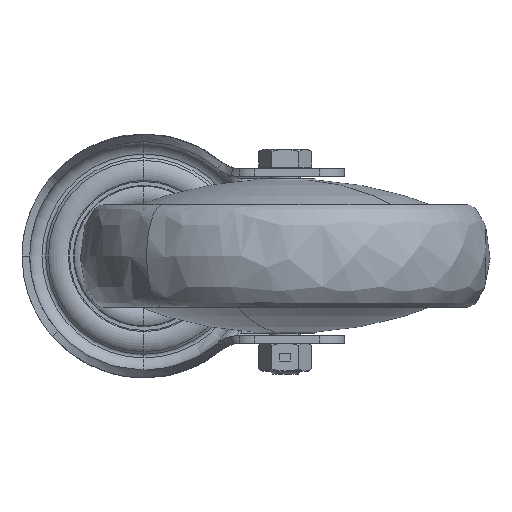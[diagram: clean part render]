
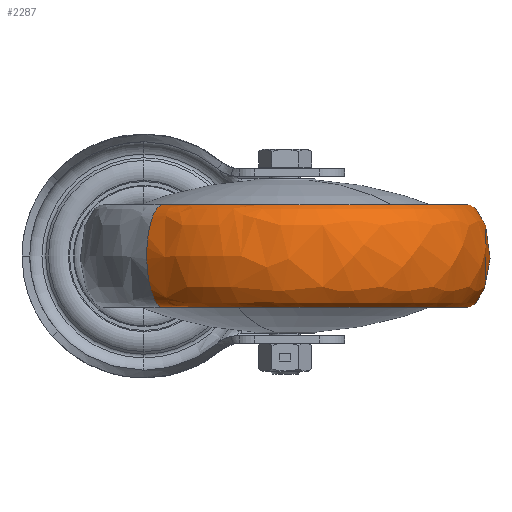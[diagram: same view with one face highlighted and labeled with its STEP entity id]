
A CAD part, front view. The second image highlights one B-rep face of the part: STEP entity #2287.
In plain terms, the highlighted free-form (B-spline) face has degree [3, 3] with [4, 4] control points.
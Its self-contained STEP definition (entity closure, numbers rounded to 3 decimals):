
#472 = CARTESIAN_POINT ( 'NONE',  ( 111.61, -258.128, 20. ) ) ;
#516 = CARTESIAN_POINT ( 'NONE',  ( 102.529, -58.931, -20. ) ) ;
#1554 = ORIENTED_EDGE ( 'NONE', *, *, #17985, .F. ) ;
#1804 = CARTESIAN_POINT ( 'NONE',  ( -5.339, -177.102, -20. ) ) ;
#2146 = CARTESIAN_POINT ( 'NONE',  ( -5.339, -177.102, -20. ) ) ;
#2219 = CIRCLE ( 'NONE', #18976, 70.5 ) ;
#2287 = ADVANCED_FACE ( 'NONE', ( #19125 ), #7201, .T. ) ;
#3329 = VERTEX_POINT ( 'NONE', #10822 ) ;
#3891 = CARTESIAN_POINT ( 'NONE',  ( 115.339, -44.898, 20. ) ) ;
#4065 = CARTESIAN_POINT ( 'NONE',  ( 102.529, -58.931, -20. ) ) ;
#4980 = CARTESIAN_POINT ( 'NONE',  ( 7.471, -163.069, -20. ) ) ;
#5534 = CARTESIAN_POINT ( 'NONE',  ( 126.866, -297.779, 20. ) ) ;
#5745 = CARTESIAN_POINT ( 'NONE',  ( 206.668, -153.989, -20. ) ) ;
#5774 = CIRCLE ( 'NONE', #10422, 70.5 ) ;
#6038 = ORIENTED_EDGE ( 'NONE', *, *, #22099, .T. ) ;
#7201 =( BOUNDED_SURFACE ( )  B_SPLINE_SURFACE ( 3, 3, ( 
 ( #9340, #472, #17550, #7650 ),
 ( #9118, #5534, #12439, #15887 ),
 ( #2146, #15994, #7437, #12545 ),
 ( #14219, #19344, #5745, #4065 ) ),
 .UNSPECIFIED., .F., .F., .F. ) 
 B_SPLINE_SURFACE_WITH_KNOTS ( ( 4, 4 ),
 ( 4, 4 ),
 ( 0., 1. ),
 ( 0., 1. ),
 .UNSPECIFIED. ) 
 GEOMETRIC_REPRESENTATION_ITEM ( )  RATIONAL_B_SPLINE_SURFACE ( (
 ( 1., 0.333, 0.333, 1.),
 ( 0.333, 0.111, 0.111, 0.333),
 ( 0.333, 0.111, 0.111, 0.333),
 ( 1., 0.333, 0.333, 1.) ) ) 
 REPRESENTATION_ITEM ( '' )  SURFACE ( )  );
#7437 = CARTESIAN_POINT ( 'NONE',  ( 247.543, -165.575, -20. ) ) ;
#7650 = CARTESIAN_POINT ( 'NONE',  ( 102.529, -58.931, 20. ) ) ;
#8442 = CARTESIAN_POINT ( 'NONE',  ( 7.471, -163.069, -20. ) ) ;
#9118 = CARTESIAN_POINT ( 'NONE',  ( -5.339, -177.102, 20. ) ) ;
#9129 = ORIENTED_EDGE ( 'NONE', *, *, #15634, .F. ) ;
#9280 = CARTESIAN_POINT ( 'NONE',  ( 115.339, -44.898, -20. ) ) ;
#9340 = CARTESIAN_POINT ( 'NONE',  ( 7.471, -163.069, 20. ) ) ;
#10422 = AXIS2_PLACEMENT_3D ( 'NONE', #15256, #18597, #13581 ) ;
#10474 = DIRECTION ( 'NONE',  ( 0.739, -0.674, 0. ) ) ;
#10822 = CARTESIAN_POINT ( 'NONE',  ( 7.471, -163.069, 20. ) ) ;
#11032 = EDGE_CURVE ( 'NONE', #3329, #18628, #18931, .T. ) ;
#11046 = CARTESIAN_POINT ( 'NONE',  ( 102.529, -58.931, 20. ) ) ;
#11993 = CARTESIAN_POINT ( 'NONE',  ( 7.471, -163.069, 20. ) ) ;
#12026 = DIRECTION ( 'NONE',  ( 0., 0., 1. ) ) ;
#12439 = CARTESIAN_POINT ( 'NONE',  ( 247.543, -165.575, 20. ) ) ;
#12545 = CARTESIAN_POINT ( 'NONE',  ( 115.339, -44.898, -20. ) ) ;
#12688 =( BOUNDED_CURVE ( )  B_SPLINE_CURVE ( 3, ( #11046, #3891, #9280, #516 ),
 .UNSPECIFIED., .F., .F. ) 
 B_SPLINE_CURVE_WITH_KNOTS ( ( 4, 4 ),
 ( 0., 1. ),
 .UNSPECIFIED. ) 
 CURVE ( )  GEOMETRIC_REPRESENTATION_ITEM ( )  RATIONAL_B_SPLINE_CURVE ( ( 1., 0.333, 0.333, 1. ) ) 
 REPRESENTATION_ITEM ( '' )  );
#13581 = DIRECTION ( 'NONE',  ( 0.739, -0.674, 0. ) ) ;
#14219 = CARTESIAN_POINT ( 'NONE',  ( 7.471, -163.069, -20. ) ) ;
#14488 = CARTESIAN_POINT ( 'NONE',  ( 102.529, -58.931, -20. ) ) ;
#15256 = CARTESIAN_POINT ( 'NONE',  ( 55., -111., 20. ) ) ;
#15634 = EDGE_CURVE ( 'NONE', #20797, #18429, #12688, .T. ) ;
#15887 = CARTESIAN_POINT ( 'NONE',  ( 115.339, -44.898, 20. ) ) ;
#15994 = CARTESIAN_POINT ( 'NONE',  ( 126.866, -297.779, -20. ) ) ;
#17550 = CARTESIAN_POINT ( 'NONE',  ( 206.668, -153.989, 20. ) ) ;
#17585 = CARTESIAN_POINT ( 'NONE',  ( 102.529, -58.931, 20. ) ) ;
#17985 = EDGE_CURVE ( 'NONE', #3329, #20797, #5774, .T. ) ;
#18429 = VERTEX_POINT ( 'NONE', #14488 ) ;
#18597 = DIRECTION ( 'NONE',  ( 0., 0., 1. ) ) ;
#18628 = VERTEX_POINT ( 'NONE', #4980 ) ;
#18791 = CARTESIAN_POINT ( 'NONE',  ( -5.339, -177.102, 20. ) ) ;
#18931 =( BOUNDED_CURVE ( )  B_SPLINE_CURVE ( 3, ( #11993, #18791, #1804, #8442 ),
 .UNSPECIFIED., .F., .T. ) 
 B_SPLINE_CURVE_WITH_KNOTS ( ( 4, 4 ),
 ( 0., 1. ),
 .UNSPECIFIED. ) 
 CURVE ( )  GEOMETRIC_REPRESENTATION_ITEM ( )  RATIONAL_B_SPLINE_CURVE ( ( 1., 0.333, 0.333, 1. ) ) 
 REPRESENTATION_ITEM ( '' )  );
#18976 = AXIS2_PLACEMENT_3D ( 'NONE', #20954, #12026, #10474 ) ;
#19125 = FACE_OUTER_BOUND ( 'NONE', #21114, .T. ) ;
#19344 = CARTESIAN_POINT ( 'NONE',  ( 111.61, -258.128, -20. ) ) ;
#20797 = VERTEX_POINT ( 'NONE', #17585 ) ;
#20954 = CARTESIAN_POINT ( 'NONE',  ( 55., -111., -20. ) ) ;
#21071 = ORIENTED_EDGE ( 'NONE', *, *, #11032, .T. ) ;
#21114 = EDGE_LOOP ( 'NONE', ( #1554, #21071, #6038, #9129 ) ) ;
#22099 = EDGE_CURVE ( 'NONE', #18628, #18429, #2219, .T. ) ;
